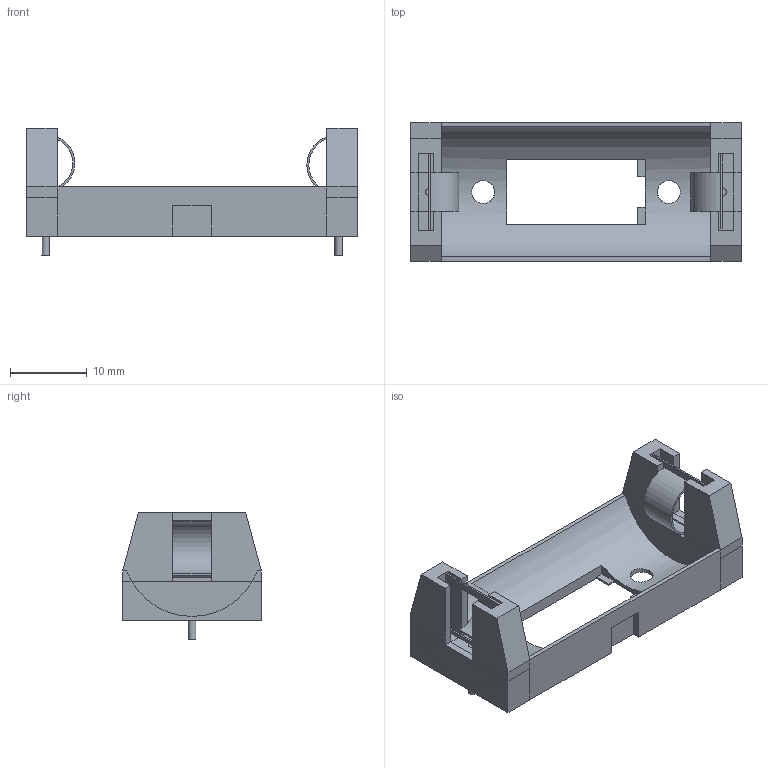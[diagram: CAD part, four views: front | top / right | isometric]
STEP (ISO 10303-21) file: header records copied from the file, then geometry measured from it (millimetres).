
FILE_DESCRIPTION(('FreeCAD Model'),'2;1');
FILE_NAME('Open CASCADE Shape Model','2023-04-01T16:50:55',('Author'),( ''),'Open CASCADE STEP processor 7.6','FreeCAD','Unknown');
FILE_SCHEMA(('AUTOMOTIVE_DESIGN { 1 0 10303 214 1 1 1 1 }'));
Length unit declared in the file: millimetre
Products named in the file (4): BatteryHolder_ELM_1xCR123A; Plastic mold; Battery contact left; Battery contact right
Assembly tree (3 placements, depth 2):
  BatteryHolder_ELM_1xCR123A
    Plastic mold
    Battery contact left
    Battery contact right
Bounding box: 43 x 18 x 16.5 mm (x, y, z)
Volume: 2714.5 mm3; surface area: 3600.2 mm2
Topology: 3 solids, 3 shells, 139 faces, 343 edges, 208 vertices
Faces by surface type: plane 128, cylinder 11
Full cylindrical faces by diameter (mm): 1 x4, 3 x2
Entity records: 4216 total; most frequent: CARTESIAN_POINT 808, ORIENTED_EDGE 686, DIRECTION 667, EDGE_CURVE 343, LINE 301, VECTOR 301, VERTEX_POINT 208, AXIS2_PLACEMENT_3D 183
